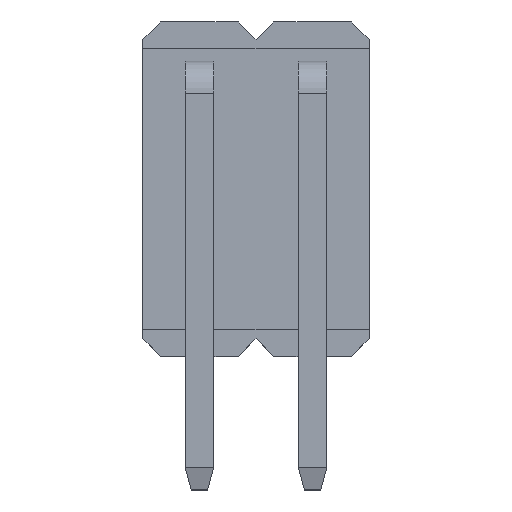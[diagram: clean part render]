
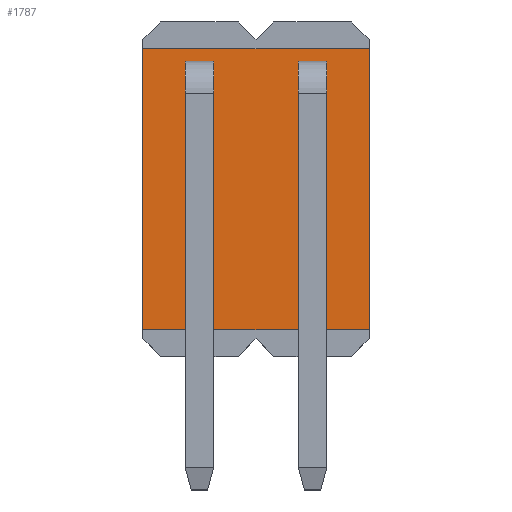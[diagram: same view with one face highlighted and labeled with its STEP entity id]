
A CAD part, top view. The second image highlights one B-rep face of the part: STEP entity #1787.
In plain terms, the highlighted planar face has unit normal (0, 0, 1).
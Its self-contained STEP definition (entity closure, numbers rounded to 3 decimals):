
#288=ORIENTED_EDGE('',*,*,#621,.T.);
#289=ORIENTED_EDGE('',*,*,#631,.T.);
#290=ORIENTED_EDGE('',*,*,#628,.T.);
#291=ORIENTED_EDGE('',*,*,#625,.T.);
#292=ORIENTED_EDGE('',*,*,#688,.T.);
#293=ORIENTED_EDGE('',*,*,#651,.T.);
#294=ORIENTED_EDGE('',*,*,#689,.T.);
#295=ORIENTED_EDGE('',*,*,#683,.T.);
#296=ORIENTED_EDGE('',*,*,#633,.T.);
#297=ORIENTED_EDGE('',*,*,#643,.T.);
#298=ORIENTED_EDGE('',*,*,#640,.T.);
#299=ORIENTED_EDGE('',*,*,#637,.T.);
#300=ORIENTED_EDGE('',*,*,#609,.T.);
#301=ORIENTED_EDGE('',*,*,#619,.T.);
#302=ORIENTED_EDGE('',*,*,#616,.T.);
#303=ORIENTED_EDGE('',*,*,#613,.T.);
#304=ORIENTED_EDGE('',*,*,#585,.T.);
#305=ORIENTED_EDGE('',*,*,#595,.T.);
#306=ORIENTED_EDGE('',*,*,#592,.T.);
#307=ORIENTED_EDGE('',*,*,#589,.T.);
#308=ORIENTED_EDGE('',*,*,#597,.T.);
#309=ORIENTED_EDGE('',*,*,#607,.T.);
#310=ORIENTED_EDGE('',*,*,#604,.T.);
#311=ORIENTED_EDGE('',*,*,#601,.T.);
#312=ORIENTED_EDGE('',*,*,#573,.T.);
#313=ORIENTED_EDGE('',*,*,#583,.T.);
#314=ORIENTED_EDGE('',*,*,#580,.T.);
#315=ORIENTED_EDGE('',*,*,#577,.T.);
#573=EDGE_CURVE('',#819,#820,#975,.T.);
#577=EDGE_CURVE('',#823,#819,#979,.T.);
#580=EDGE_CURVE('',#825,#823,#982,.T.);
#583=EDGE_CURVE('',#820,#825,#985,.T.);
#585=EDGE_CURVE('',#827,#828,#987,.T.);
#589=EDGE_CURVE('',#831,#827,#991,.T.);
#592=EDGE_CURVE('',#833,#831,#994,.T.);
#595=EDGE_CURVE('',#828,#833,#997,.T.);
#597=EDGE_CURVE('',#835,#836,#999,.T.);
#601=EDGE_CURVE('',#839,#835,#1003,.T.);
#604=EDGE_CURVE('',#841,#839,#1006,.T.);
#607=EDGE_CURVE('',#836,#841,#1009,.T.);
#609=EDGE_CURVE('',#843,#844,#1011,.T.);
#613=EDGE_CURVE('',#847,#843,#1015,.T.);
#616=EDGE_CURVE('',#849,#847,#1018,.T.);
#619=EDGE_CURVE('',#844,#849,#1021,.T.);
#621=EDGE_CURVE('',#851,#852,#1023,.T.);
#625=EDGE_CURVE('',#855,#851,#1027,.T.);
#628=EDGE_CURVE('',#857,#855,#1030,.T.);
#631=EDGE_CURVE('',#852,#857,#1033,.T.);
#633=EDGE_CURVE('',#859,#860,#1035,.T.);
#637=EDGE_CURVE('',#863,#859,#1039,.T.);
#640=EDGE_CURVE('',#865,#863,#1042,.T.);
#643=EDGE_CURVE('',#860,#865,#1045,.T.);
#651=EDGE_CURVE('',#867,#872,#1053,.T.);
#683=EDGE_CURVE('',#893,#892,#1085,.T.);
#688=EDGE_CURVE('',#892,#867,#1090,.T.);
#689=EDGE_CURVE('',#872,#893,#1091,.T.);
#819=VERTEX_POINT('',#2502);
#820=VERTEX_POINT('',#2503);
#823=VERTEX_POINT('',#2511);
#825=VERTEX_POINT('',#2517);
#827=VERTEX_POINT('',#2526);
#828=VERTEX_POINT('',#2527);
#831=VERTEX_POINT('',#2535);
#833=VERTEX_POINT('',#2541);
#835=VERTEX_POINT('',#2550);
#836=VERTEX_POINT('',#2551);
#839=VERTEX_POINT('',#2559);
#841=VERTEX_POINT('',#2565);
#843=VERTEX_POINT('',#2574);
#844=VERTEX_POINT('',#2575);
#847=VERTEX_POINT('',#2583);
#849=VERTEX_POINT('',#2589);
#851=VERTEX_POINT('',#2598);
#852=VERTEX_POINT('',#2599);
#855=VERTEX_POINT('',#2607);
#857=VERTEX_POINT('',#2613);
#859=VERTEX_POINT('',#2622);
#860=VERTEX_POINT('',#2623);
#863=VERTEX_POINT('',#2631);
#865=VERTEX_POINT('',#2637);
#867=VERTEX_POINT('',#2646);
#872=VERTEX_POINT('',#2656);
#892=VERTEX_POINT('',#2720);
#893=VERTEX_POINT('',#2722);
#975=LINE('',#2501,#1209);
#979=LINE('',#2510,#1213);
#982=LINE('',#2516,#1216);
#985=LINE('',#2522,#1219);
#987=LINE('',#2525,#1221);
#991=LINE('',#2534,#1225);
#994=LINE('',#2540,#1228);
#997=LINE('',#2546,#1231);
#999=LINE('',#2549,#1233);
#1003=LINE('',#2558,#1237);
#1006=LINE('',#2564,#1240);
#1009=LINE('',#2570,#1243);
#1011=LINE('',#2573,#1245);
#1015=LINE('',#2582,#1249);
#1018=LINE('',#2588,#1252);
#1021=LINE('',#2594,#1255);
#1023=LINE('',#2597,#1257);
#1027=LINE('',#2606,#1261);
#1030=LINE('',#2612,#1264);
#1033=LINE('',#2618,#1267);
#1035=LINE('',#2621,#1269);
#1039=LINE('',#2630,#1273);
#1042=LINE('',#2636,#1276);
#1045=LINE('',#2642,#1279);
#1053=LINE('',#2657,#1287);
#1085=LINE('',#2721,#1319);
#1090=LINE('',#2731,#1324);
#1091=LINE('',#2732,#1325);
#1209=VECTOR('',#2025,1000.);
#1213=VECTOR('',#2031,1000.);
#1216=VECTOR('',#2036,1000.);
#1219=VECTOR('',#2041,1000.);
#1221=VECTOR('',#2045,1000.);
#1225=VECTOR('',#2051,1000.);
#1228=VECTOR('',#2056,1000.);
#1231=VECTOR('',#2061,1000.);
#1233=VECTOR('',#2065,1000.);
#1237=VECTOR('',#2071,1000.);
#1240=VECTOR('',#2076,1000.);
#1243=VECTOR('',#2081,1000.);
#1245=VECTOR('',#2085,1000.);
#1249=VECTOR('',#2091,1000.);
#1252=VECTOR('',#2096,1000.);
#1255=VECTOR('',#2101,1000.);
#1257=VECTOR('',#2105,1000.);
#1261=VECTOR('',#2111,1000.);
#1264=VECTOR('',#2116,1000.);
#1267=VECTOR('',#2121,1000.);
#1269=VECTOR('',#2125,1000.);
#1273=VECTOR('',#2131,1000.);
#1276=VECTOR('',#2136,1000.);
#1279=VECTOR('',#2141,1000.);
#1287=VECTOR('',#2151,1000.);
#1319=VECTOR('',#2207,1000.);
#1324=VECTOR('',#2220,1000.);
#1325=VECTOR('',#2221,1000.);
#1481=EDGE_LOOP('',(#288,#289,#290,#291));
#1482=EDGE_LOOP('',(#292,#293,#294,#295));
#1483=EDGE_LOOP('',(#296,#297,#298,#299));
#1484=EDGE_LOOP('',(#300,#301,#302,#303));
#1485=EDGE_LOOP('',(#304,#305,#306,#307));
#1486=EDGE_LOOP('',(#308,#309,#310,#311));
#1487=EDGE_LOOP('',(#312,#313,#314,#315));
#1591=FACE_BOUND('',#1481,.T.);
#1592=FACE_BOUND('',#1482,.T.);
#1593=FACE_BOUND('',#1483,.T.);
#1594=FACE_BOUND('',#1484,.T.);
#1595=FACE_BOUND('',#1485,.T.);
#1596=FACE_BOUND('',#1486,.T.);
#1597=FACE_BOUND('',#1487,.T.);
#1695=PLANE('',#1934);
#1787=ADVANCED_FACE('',(#1591,#1592,#1593,#1594,#1595,#1596,#1597),#1695,
 .T.);
#1934=AXIS2_PLACEMENT_3D('',#2730,#2218,#2219);
#2025=DIRECTION('',(1.,0.,0.));
#2031=DIRECTION('',(0.,1.,0.));
#2036=DIRECTION('',(-1.,0.,0.));
#2041=DIRECTION('',(0.,-1.,0.));
#2045=DIRECTION('',(1.,0.,0.));
#2051=DIRECTION('',(0.,1.,0.));
#2056=DIRECTION('',(-1.,0.,0.));
#2061=DIRECTION('',(0.,-1.,0.));
#2065=DIRECTION('',(1.,0.,0.));
#2071=DIRECTION('',(0.,1.,0.));
#2076=DIRECTION('',(-1.,0.,0.));
#2081=DIRECTION('',(0.,-1.,0.));
#2085=DIRECTION('',(1.,0.,0.));
#2091=DIRECTION('',(0.,1.,0.));
#2096=DIRECTION('',(-1.,0.,0.));
#2101=DIRECTION('',(0.,-1.,0.));
#2105=DIRECTION('',(1.,0.,0.));
#2111=DIRECTION('',(0.,1.,0.));
#2116=DIRECTION('',(-1.,0.,0.));
#2121=DIRECTION('',(0.,-1.,0.));
#2125=DIRECTION('',(1.,0.,0.));
#2131=DIRECTION('',(0.,1.,0.));
#2136=DIRECTION('',(-1.,0.,0.));
#2141=DIRECTION('',(0.,-1.,0.));
#2151=DIRECTION('',(0.,-1.,0.));
#2207=DIRECTION('',(0.,1.,0.));
#2218=DIRECTION('',(0.,0.,1.));
#2219=DIRECTION('',(1.,0.,0.));
#2220=DIRECTION('',(-1.,0.,0.));
#2221=DIRECTION('',(1.,0.,0.));
#2501=CARTESIAN_POINT('',(4.13,-2.22,-0.6));
#2502=CARTESIAN_POINT('',(3.49,-2.22,-0.6));
#2503=CARTESIAN_POINT('',(4.13,-2.22,-0.6));
#2510=CARTESIAN_POINT('',(3.49,-2.22,-0.6));
#2511=CARTESIAN_POINT('',(3.49,-2.86,-0.6));
#2516=CARTESIAN_POINT('',(3.49,-2.86,-0.6));
#2517=CARTESIAN_POINT('',(4.13,-2.86,-0.6));
#2522=CARTESIAN_POINT('',(4.13,-2.86,-0.6));
#2525=CARTESIAN_POINT('',(4.13,0.32,-0.6));
#2526=CARTESIAN_POINT('',(3.49,0.32,-0.6));
#2527=CARTESIAN_POINT('',(4.13,0.32,-0.6));
#2534=CARTESIAN_POINT('',(3.49,0.32,-0.6));
#2535=CARTESIAN_POINT('',(3.49,-0.32,-0.6));
#2540=CARTESIAN_POINT('',(3.49,-0.32,-0.6));
#2541=CARTESIAN_POINT('',(4.13,-0.32,-0.6));
#2546=CARTESIAN_POINT('',(4.13,-0.32,-0.6));
#2549=CARTESIAN_POINT('',(4.13,2.86,-0.6));
#2550=CARTESIAN_POINT('',(3.49,2.86,-0.6));
#2551=CARTESIAN_POINT('',(4.13,2.86,-0.6));
#2558=CARTESIAN_POINT('',(3.49,2.86,-0.6));
#2559=CARTESIAN_POINT('',(3.49,2.22,-0.6));
#2564=CARTESIAN_POINT('',(3.49,2.22,-0.6));
#2565=CARTESIAN_POINT('',(4.13,2.22,-0.6));
#2570=CARTESIAN_POINT('',(4.13,2.22,-0.6));
#2573=CARTESIAN_POINT('',(1.59,2.86,-0.6));
#2574=CARTESIAN_POINT('',(0.95,2.86,-0.6));
#2575=CARTESIAN_POINT('',(1.59,2.86,-0.6));
#2582=CARTESIAN_POINT('',(0.95,2.86,-0.6));
#2583=CARTESIAN_POINT('',(0.95,2.22,-0.6));
#2588=CARTESIAN_POINT('',(0.95,2.22,-0.6));
#2589=CARTESIAN_POINT('',(1.59,2.22,-0.6));
#2594=CARTESIAN_POINT('',(1.59,2.22,-0.6));
#2597=CARTESIAN_POINT('',(1.59,0.32,-0.6));
#2598=CARTESIAN_POINT('',(0.95,0.32,-0.6));
#2599=CARTESIAN_POINT('',(1.59,0.32,-0.6));
#2606=CARTESIAN_POINT('',(0.95,0.32,-0.6));
#2607=CARTESIAN_POINT('',(0.95,-0.32,-0.6));
#2612=CARTESIAN_POINT('',(0.95,-0.32,-0.6));
#2613=CARTESIAN_POINT('',(1.59,-0.32,-0.6));
#2618=CARTESIAN_POINT('',(1.59,-0.32,-0.6));
#2621=CARTESIAN_POINT('',(1.59,-2.22,-0.6));
#2622=CARTESIAN_POINT('',(0.95,-2.22,-0.6));
#2623=CARTESIAN_POINT('',(1.59,-2.22,-0.6));
#2630=CARTESIAN_POINT('',(0.95,-2.22,-0.6));
#2631=CARTESIAN_POINT('',(0.95,-2.86,-0.6));
#2636=CARTESIAN_POINT('',(0.95,-2.86,-0.6));
#2637=CARTESIAN_POINT('',(1.59,-2.86,-0.6));
#2642=CARTESIAN_POINT('',(1.59,-2.86,-0.6));
#2646=CARTESIAN_POINT('',(0.,3.15,-0.6));
#2656=CARTESIAN_POINT('',(0.,-3.15,-0.6));
#2657=CARTESIAN_POINT('',(0.,3.15,-0.6));
#2720=CARTESIAN_POINT('',(5.08,3.15,-0.6));
#2721=CARTESIAN_POINT('',(5.08,-3.15,-0.6));
#2722=CARTESIAN_POINT('',(5.08,-3.15,-0.6));
#2730=CARTESIAN_POINT('',(0.,0.,-0.6));
#2731=CARTESIAN_POINT('',(2.54,3.15,-0.6));
#2732=CARTESIAN_POINT('',(0.,-3.15,-0.6));
